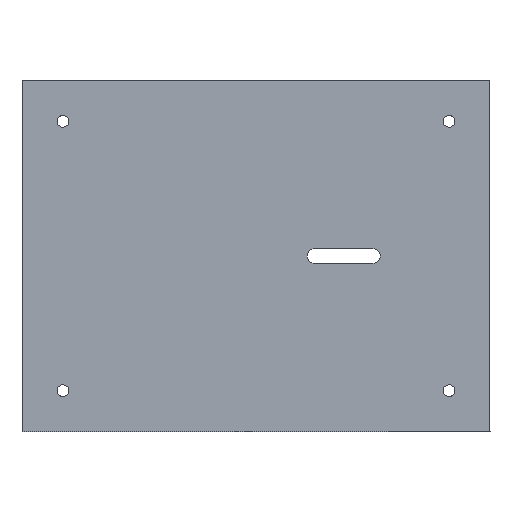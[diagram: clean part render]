
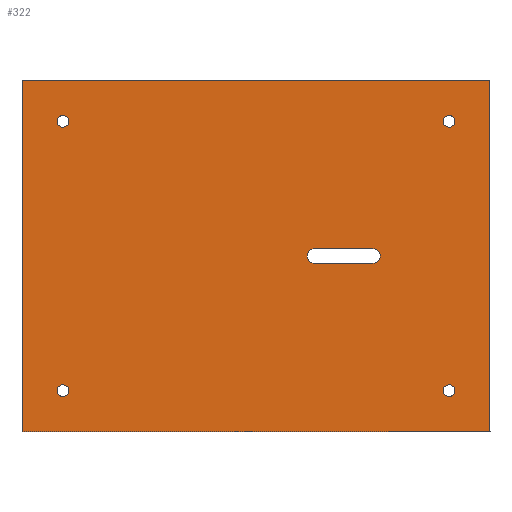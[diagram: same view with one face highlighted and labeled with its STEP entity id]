
A CAD part, front view. The second image highlights one B-rep face of the part: STEP entity #322.
In plain terms, the highlighted planar face has unit normal (0, -1, 0).
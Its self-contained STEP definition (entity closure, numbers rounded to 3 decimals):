
#42=FACE_BOUND('',#110,.T.);
#43=FACE_BOUND('',#111,.T.);
#44=FACE_BOUND('',#112,.T.);
#45=FACE_BOUND('',#113,.T.);
#46=FACE_BOUND('',#114,.T.);
#47=CIRCLE('',#327,1.25);
#49=CIRCLE('',#331,1.25);
#52=CIRCLE('',#335,1.);
#54=CIRCLE('',#338,1.);
#56=CIRCLE('',#341,1.);
#58=CIRCLE('',#344,1.);
#86=FACE_OUTER_BOUND('',#109,.T.);
#109=EDGE_LOOP('',(#289,#290,#291,#292));
#110=EDGE_LOOP('',(#293,#294,#295,#296));
#111=EDGE_LOOP('',(#297));
#112=EDGE_LOOP('',(#298));
#113=EDGE_LOOP('',(#299));
#114=EDGE_LOOP('',(#300));
#115=LINE('',#466,#148);
#120=LINE('',#480,#153);
#123=LINE('',#510,#156);
#127=LINE('',#518,#160);
#130=LINE('',#524,#163);
#133=LINE('',#529,#166);
#148=VECTOR('',#363,10.);
#153=VECTOR('',#376,10.);
#156=VECTOR('',#411,80.);
#160=VECTOR('',#417,60.);
#163=VECTOR('',#422,80.);
#166=VECTOR('',#427,60.);
#181=VERTEX_POINT('',#464);
#182=VERTEX_POINT('',#465);
#185=VERTEX_POINT('',#473);
#187=VERTEX_POINT('',#479);
#190=VERTEX_POINT('',#490);
#192=VERTEX_POINT('',#495);
#194=VERTEX_POINT('',#500);
#196=VERTEX_POINT('',#505);
#197=VERTEX_POINT('',#508);
#198=VERTEX_POINT('',#509);
#201=VERTEX_POINT('',#517);
#203=VERTEX_POINT('',#523);
#205=EDGE_CURVE('',#181,#182,#115,.T.);
#209=EDGE_CURVE('',#185,#181,#47,.T.);
#212=EDGE_CURVE('',#187,#185,#120,.T.);
#215=EDGE_CURVE('',#182,#187,#49,.T.);
#218=EDGE_CURVE('',#190,#190,#52,.T.);
#220=EDGE_CURVE('',#192,#192,#54,.T.);
#222=EDGE_CURVE('',#194,#194,#56,.T.);
#224=EDGE_CURVE('',#196,#196,#58,.T.);
#225=EDGE_CURVE('',#197,#198,#123,.T.);
#229=EDGE_CURVE('',#201,#197,#127,.T.);
#232=EDGE_CURVE('',#203,#201,#130,.T.);
#235=EDGE_CURVE('',#198,#203,#133,.T.);
#289=ORIENTED_EDGE('',*,*,#235,.F.);
#290=ORIENTED_EDGE('',*,*,#225,.F.);
#291=ORIENTED_EDGE('',*,*,#229,.F.);
#292=ORIENTED_EDGE('',*,*,#232,.F.);
#293=ORIENTED_EDGE('',*,*,#205,.T.);
#294=ORIENTED_EDGE('',*,*,#215,.T.);
#295=ORIENTED_EDGE('',*,*,#212,.T.);
#296=ORIENTED_EDGE('',*,*,#209,.T.);
#297=ORIENTED_EDGE('',*,*,#218,.T.);
#298=ORIENTED_EDGE('',*,*,#220,.T.);
#299=ORIENTED_EDGE('',*,*,#222,.T.);
#300=ORIENTED_EDGE('',*,*,#224,.T.);
#308=PLANE('',#350);
#322=ADVANCED_FACE('',(#86,#42,#43,#44,#45,#46),#308,.T.);
#327=AXIS2_PLACEMENT_3D('',#474,#369,#370);
#331=AXIS2_PLACEMENT_3D('',#485,#381,#382);
#335=AXIS2_PLACEMENT_3D('',#491,#389,#390);
#338=AXIS2_PLACEMENT_3D('',#496,#395,#396);
#341=AXIS2_PLACEMENT_3D('',#501,#401,#402);
#344=AXIS2_PLACEMENT_3D('',#506,#407,#408);
#350=AXIS2_PLACEMENT_3D('',#532,#431,#432);
#363=DIRECTION('',(1.,0.,0.));
#369=DIRECTION('center_axis',(0.,1.,0.));
#370=DIRECTION('ref_axis',(0.,0.,-1.));
#376=DIRECTION('',(-1.,0.,0.));
#381=DIRECTION('center_axis',(0.,1.,0.));
#382=DIRECTION('ref_axis',(0.,0.,1.));
#389=DIRECTION('center_axis',(0.,1.,0.));
#390=DIRECTION('ref_axis',(1.,0.,0.));
#395=DIRECTION('center_axis',(0.,1.,0.));
#396=DIRECTION('ref_axis',(1.,0.,0.));
#401=DIRECTION('center_axis',(0.,1.,0.));
#402=DIRECTION('ref_axis',(1.,0.,0.));
#407=DIRECTION('center_axis',(0.,1.,0.));
#408=DIRECTION('ref_axis',(1.,0.,0.));
#411=DIRECTION('',(-1.,0.,0.));
#417=DIRECTION('',(0.,0.,-1.));
#422=DIRECTION('',(1.,0.,0.));
#427=DIRECTION('',(0.,0.,1.));
#431=DIRECTION('center_axis',(0.,-1.,0.));
#432=DIRECTION('ref_axis',(0.,0.,-1.));
#464=CARTESIAN_POINT('',(-25.,0.,-23.75));
#465=CARTESIAN_POINT('',(-15.,0.,-23.75));
#466=CARTESIAN_POINT('',(-30.,0.,-23.75));
#473=CARTESIAN_POINT('',(-25.,0.,-26.25));
#474=CARTESIAN_POINT('Origin',(-25.,0.,-25.));
#479=CARTESIAN_POINT('',(-15.,0.,-26.25));
#480=CARTESIAN_POINT('',(-25.,0.,-26.25));
#485=CARTESIAN_POINT('Origin',(-15.,0.,-25.));
#490=CARTESIAN_POINT('',(-3.,0.,-2.));
#491=CARTESIAN_POINT('Origin',(-2.,0.,-2.));
#495=CARTESIAN_POINT('',(-3.,0.,-48.));
#496=CARTESIAN_POINT('Origin',(-2.,0.,-48.));
#500=CARTESIAN_POINT('',(-69.,0.,-2.));
#501=CARTESIAN_POINT('Origin',(-68.,0.,-2.));
#505=CARTESIAN_POINT('',(-69.,0.,-48.));
#506=CARTESIAN_POINT('Origin',(-68.,0.,-48.));
#508=CARTESIAN_POINT('',(5.,0.,-55.));
#509=CARTESIAN_POINT('',(-75.,0.,-55.));
#510=CARTESIAN_POINT('',(5.,0.,-55.));
#517=CARTESIAN_POINT('',(5.,0.,5.));
#518=CARTESIAN_POINT('',(5.,0.,5.));
#523=CARTESIAN_POINT('',(-75.,0.,5.));
#524=CARTESIAN_POINT('',(-75.,0.,5.));
#529=CARTESIAN_POINT('',(-75.,0.,-55.));
#532=CARTESIAN_POINT('Origin',(-35.,0.,-25.));
